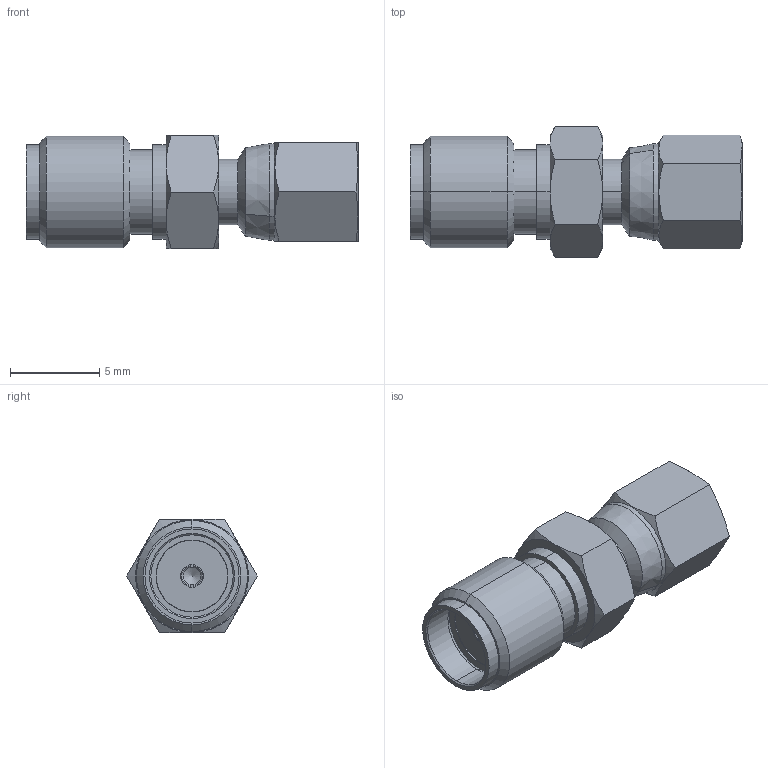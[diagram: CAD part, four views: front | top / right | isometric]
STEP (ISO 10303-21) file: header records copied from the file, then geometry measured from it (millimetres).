
FILE_DESCRIPTION (( 'STEP AP203' ), '1' );
FILE_NAME ('5930-9503-000.STEP', '2011-11-03T20:31:38', ( '' ), ( '' ), 'SwSTEP 2.0', 'SolidWorks 2011', '' );
FILE_SCHEMA (( 'CONFIG_CONTROL_DESIGN' ));
Length unit declared in the file: millimetre
Products named in the file (1): 5930-9503-000
Bounding box: 18.65 x 7.33 x 6.35 mm (x, y, z)
Volume: 384.7 mm3; surface area: 1042 mm2
Topology: 3 solids, 3 shells, 142 faces, 324 edges, 200 vertices
Faces by surface type: cylinder 46, cone 46, plane 46, torus 4
Entity records: 4161 total; most frequent: CARTESIAN_POINT 873, DIRECTION 710, ORIENTED_EDGE 640, EDGE_CURVE 320, AXIS2_PLACEMENT_3D 299, VERTEX_POINT 198, EDGE_LOOP 160, CIRCLE 156
